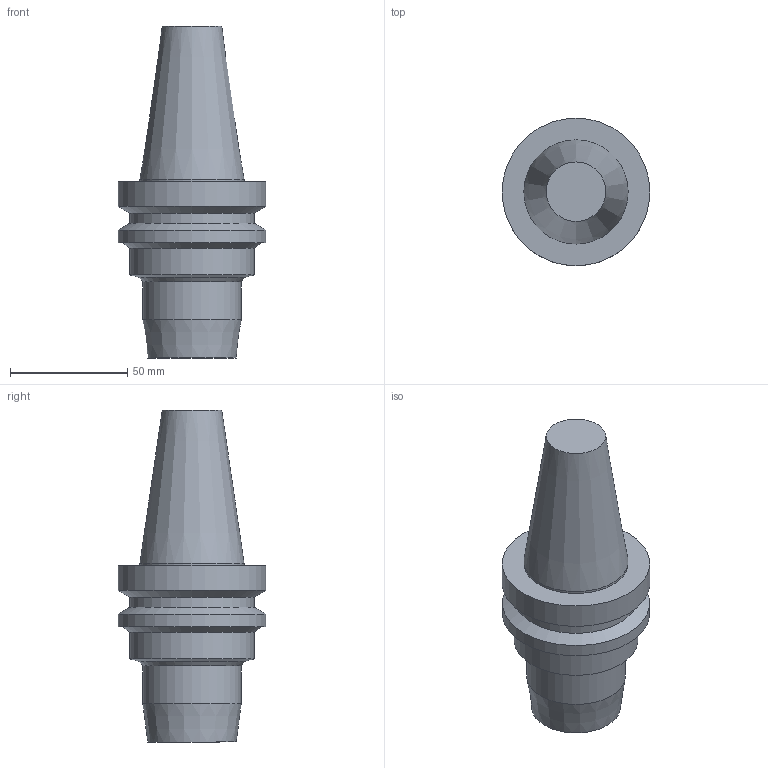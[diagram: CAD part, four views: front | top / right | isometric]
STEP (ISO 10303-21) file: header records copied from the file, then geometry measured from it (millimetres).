
FILE_DESCRIPTION((''),'1');
FILE_NAME('BBT40-HDC.750-3.stp','2018-02-07T05:16:16',(''),(''),'Spatial Interop R21 SP3','Kubotek KeyCreator 2011 V10.0.2 (22737)',' ');
FILE_SCHEMA(('automotive_design'));
Length unit declared in the file: millimetre
Products named in the file (1): Unnamed[1]
Bounding box: 63 x 63 x 141.6 mm (x, y, z)
Volume: 218707.8 mm3; surface area: 24654.5 mm2
Topology: 1 solids, 1 shells, 17 faces, 29 edges, 16 vertices
Faces by surface type: cone 7, cylinder 6, plane 4
Full cylindrical faces by diameter (mm): 42 x1, 44.45 x1, 53 x2, 63 x2
Entity records: 646 total; most frequent: DIRECTION 68, PRESENTATION_STYLE_ASSIGNMENT 52, COLOUR_RGB 52, CARTESIAN_POINT 50, STYLED_ITEM 34, AXIS2_PLACEMENT_3D 34, CURVE_STYLE 34, DRAUGHTING_PRE_DEFINED_CURVE_FONT 34
